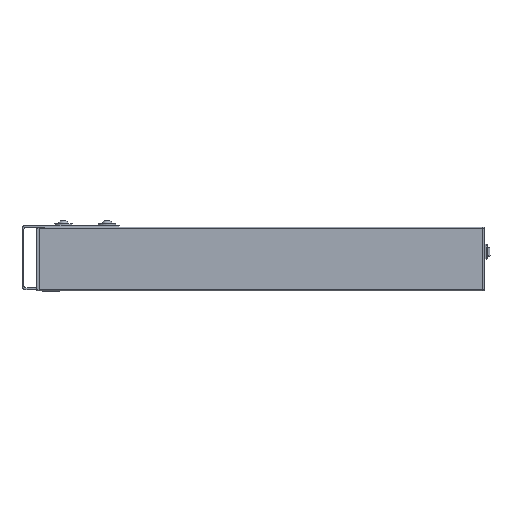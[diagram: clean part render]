
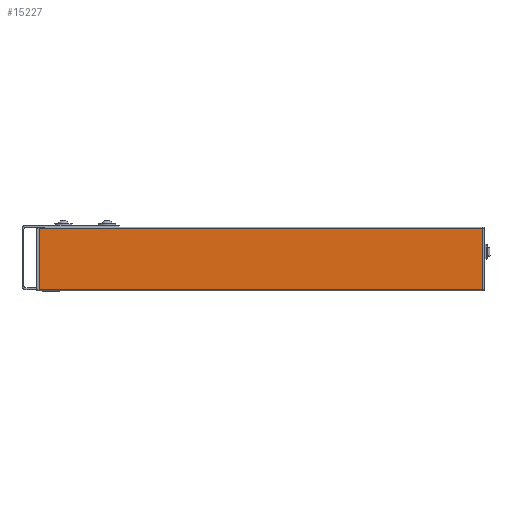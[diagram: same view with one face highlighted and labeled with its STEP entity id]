
A CAD part, left-side view. The second image highlights one B-rep face of the part: STEP entity #15227.
In plain terms, the highlighted face is planar.
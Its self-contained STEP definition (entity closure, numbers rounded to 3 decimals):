
#1658=LINE('',#42981,#2853);
#1659=LINE('',#42985,#2854);
#1660=LINE('',#42987,#2855);
#1661=LINE('',#42988,#2856);
#2853=VECTOR('',#19425,851.);
#2854=VECTOR('',#19430,10.);
#2855=VECTOR('',#19431,851.);
#2856=VECTOR('',#19432,63.);
#4153=FACE_OUTER_BOUND('',#5125,.T.);
#5125=EDGE_LOOP('',(#12233,#12234,#12235,#12236));
#6911=VERTEX_POINT('',#42978);
#6912=VERTEX_POINT('',#42980);
#6913=VERTEX_POINT('',#42984);
#6914=VERTEX_POINT('',#42986);
#8798=EDGE_CURVE('',#6912,#6911,#1658,.T.);
#8800=EDGE_CURVE('',#6911,#6913,#1659,.T.);
#8801=EDGE_CURVE('',#6914,#6913,#1660,.T.);
#8802=EDGE_CURVE('',#6914,#6912,#1661,.T.);
#12233=ORIENTED_EDGE('',*,*,#8800,.T.);
#12234=ORIENTED_EDGE('',*,*,#8801,.F.);
#12235=ORIENTED_EDGE('',*,*,#8802,.T.);
#12236=ORIENTED_EDGE('',*,*,#8798,.T.);
#14575=PLANE('',#16482);
#15227=ADVANCED_FACE('',(#4153),#14575,.T.);
#16482=AXIS2_PLACEMENT_3D('',#42983,#19428,#19429);
#19425=DIRECTION('',(0.,0.259,0.966));
#19428=DIRECTION('center_axis',(-0.707,-0.683,0.183));
#19429=DIRECTION('ref_axis',(0.707,-0.683,0.183));
#19430=DIRECTION('',(-0.707,0.683,-0.183));
#19431=DIRECTION('',(0.,0.259,0.966));
#19432=DIRECTION('',(0.707,-0.683,0.183));
#42978=CARTESIAN_POINT('',(133.579,-135.956,454.255));
#42980=CARTESIAN_POINT('',(133.579,-253.977,13.793));
#42981=CARTESIAN_POINT('',(133.579,-253.977,13.793));
#42983=CARTESIAN_POINT('Origin',(83.014,-207.337,-7.515));
#42984=CARTESIAN_POINT('',(89.032,-92.926,442.725));
#42985=CARTESIAN_POINT('',(85.439,-89.456,441.795));
#42986=CARTESIAN_POINT('',(89.032,-210.947,2.263));
#42987=CARTESIAN_POINT('',(89.032,-210.947,2.263));
#42988=CARTESIAN_POINT('',(89.032,-210.947,2.263));
